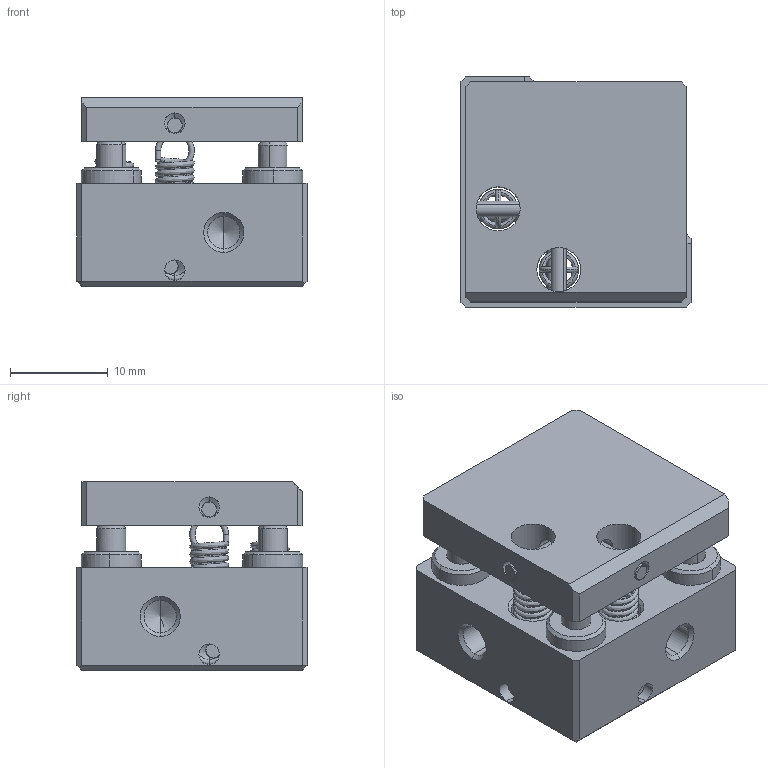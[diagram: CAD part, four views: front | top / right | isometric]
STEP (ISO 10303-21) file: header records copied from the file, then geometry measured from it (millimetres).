
FILE_DESCRIPTION (( 'STEP AP203' ), '1' );
FILE_NAME ('34722_Default.step', '2017-03-02T19:41:38', ( '' ), ( '' ), 'SwSTEP 2.0', 'SolidWorks 2016', '' );
FILE_SCHEMA (( 'CONFIG_CONTROL_DESIGN' ));
Length unit declared in the file: millimetre
Products named in the file (1): 34722_Default
Bounding box: 23.5 x 23.5 x 19.26 mm (x, y, z)
Volume: 4995.6 mm3; surface area: 4902.1 mm2
Topology: 6 solids, 12 shells, 460 faces, 1153 edges, 696 vertices
Faces by surface type: plane 156, cone 144, cylinder 126, torus 24, sphere 6, bspline 4
Entity records: 19754 total; most frequent: CARTESIAN_POINT 8832, DIRECTION 2341, ORIENTED_EDGE 2228, EDGE_CURVE 1114, AXIS2_PLACEMENT_3D 936, VERTEX_POINT 687, EDGE_LOOP 513, CIRCLE 479
